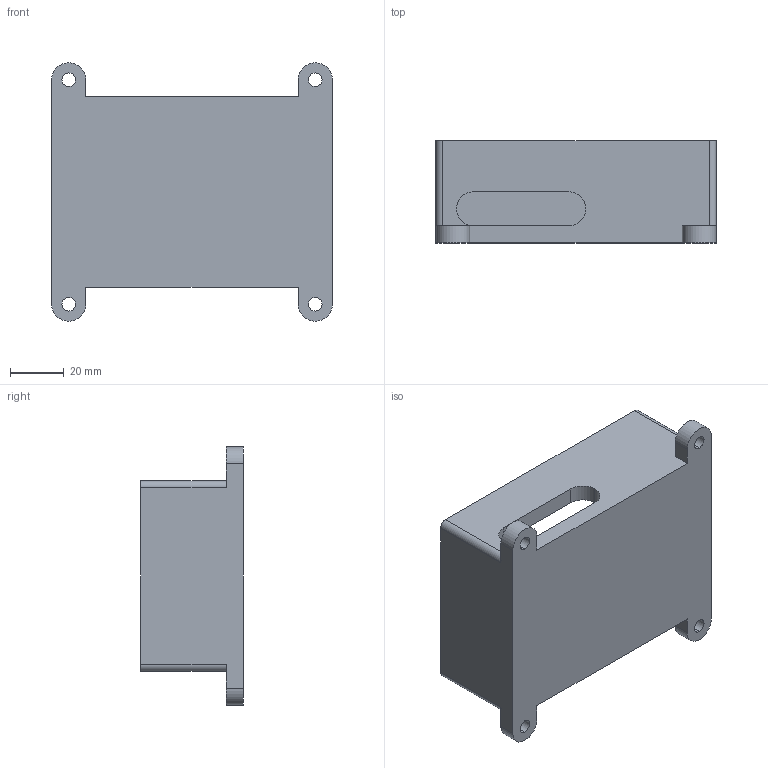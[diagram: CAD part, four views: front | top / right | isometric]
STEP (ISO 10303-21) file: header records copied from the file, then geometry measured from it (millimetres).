
FILE_DESCRIPTION (( 'STEP AP203' ), '1' );
FILE_NAME ('Tims Pi5 Case.STEP', '2024-10-26T16:43:10', ( '' ), ( '' ), 'SwSTEP 2.0', 'SolidWorks 2024', '' );
FILE_SCHEMA (( 'CONFIG_CONTROL_DESIGN' ));
Length unit declared in the file: inch
Products named in the file (1): Tims Pi5 Case
Bounding box: 104.78 x 38.1 x 96.52 mm (x, y, z)
Volume: 104120.4 mm3; surface area: 37577.8 mm2
Topology: 1 solids, 1 shells, 43 faces, 126 edges, 84 vertices
Faces by surface type: plane 22, cylinder 21
Entity records: 1545 total; most frequent: DIRECTION 256, CARTESIAN_POINT 254, ORIENTED_EDGE 252, EDGE_CURVE 126, AXIS2_PLACEMENT_3D 86, VERTEX_POINT 84, LINE 84, VECTOR 84
